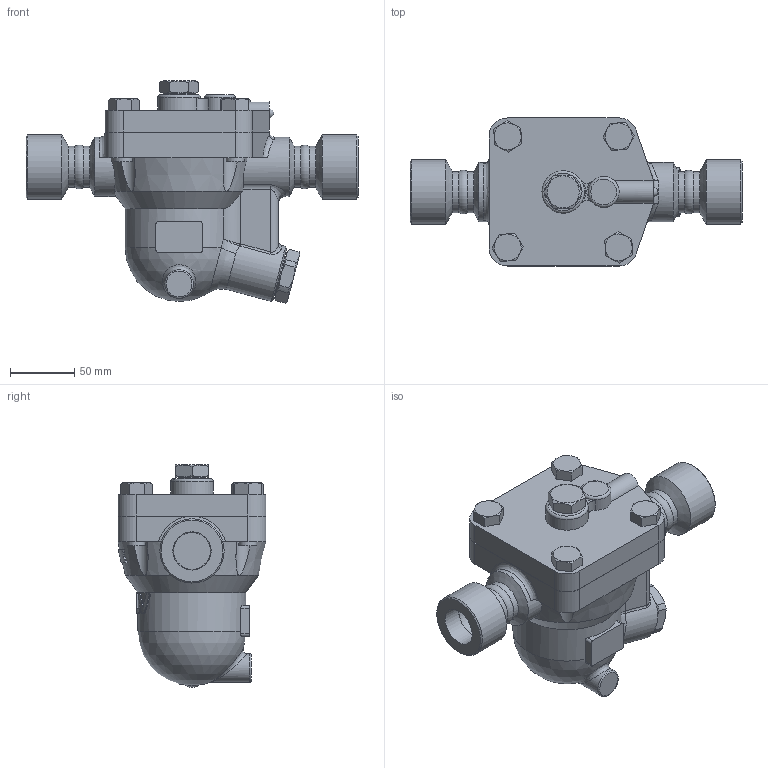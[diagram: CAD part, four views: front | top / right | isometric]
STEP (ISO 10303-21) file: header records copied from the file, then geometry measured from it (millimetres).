
FILE_DESCRIPTION((''),'2;1');
FILE_NAME('j5rlp-025-screw-00.stp','2010-11-19T13:30:08',('nakaot'),(''),'Autodesk Inventor 2008','Autodesk Inventor 2008','');
FILE_SCHEMA(('AUTOMOTIVE_DESIGN { 1 0 10303 214 1 1 1 1 }'));
Length unit declared in the file: millimetre
Products named in the file (1): j5rlp-025-screw-00
Bounding box: 258 x 115 x 173.18 mm (x, y, z)
Volume: 1530637.2 mm3; surface area: 133027.4 mm2
Topology: 1 solids, 1 shells, 277 faces, 680 edges, 425 vertices
Faces by surface type: plane 109, cylinder 61, cone 53, bspline 47, torus 5, sphere 2
Full cylindrical faces by diameter (mm): 14 x8, 21 x1, 22 x1, 27 x1, 32 x4, 44 x1, 46 x2, 50 x2, 80 x1
Entity records: 16300 total; most frequent: CARTESIAN_POINT 10451, ORIENTED_EDGE 1236, DIRECTION 1123, EDGE_CURVE 618, AXIS2_PLACEMENT_3D 464, VERTEX_POINT 411, EDGE_LOOP 353, FACE_OUTER_BOUND 277
